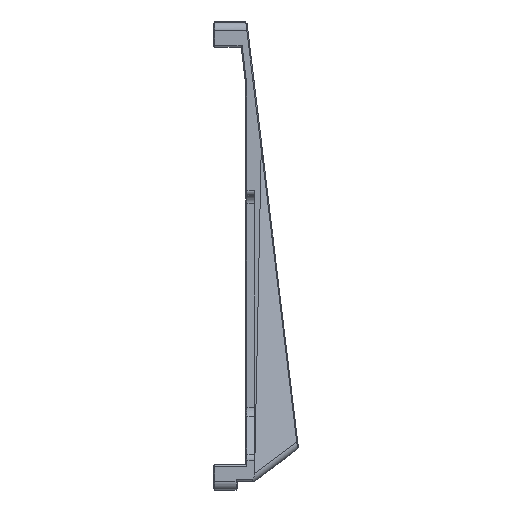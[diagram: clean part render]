
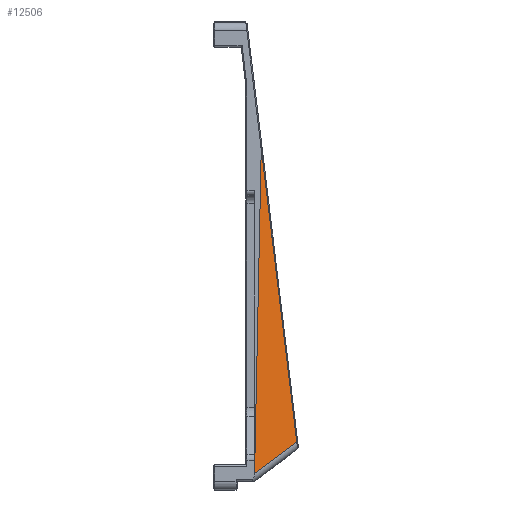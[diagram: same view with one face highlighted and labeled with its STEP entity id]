
A CAD part, left-side view. The second image highlights one B-rep face of the part: STEP entity #12506.
In plain terms, the highlighted planar face has unit normal (-0.866, -0.5, -0.01).
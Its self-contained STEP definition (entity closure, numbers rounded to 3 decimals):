
#355=B_SPLINE_CURVE_WITH_KNOTS('',3,(#19680,#19681,#19682,#19683),
 .UNSPECIFIED.,.F.,.F.,(4,4),(-0.635,-0.586),
 .UNSPECIFIED.);
#464=PLANE('',#13402);
#910=FACE_OUTER_BOUND('',#1626,.T.);
#1626=EDGE_LOOP('',(#8964,#8965,#8966,#8967,#8968));
#2496=LINE('',#19630,#3646);
#2498=LINE('',#19634,#3648);
#2517=LINE('',#19881,#3667);
#2518=LINE('',#19899,#3668);
#3646=VECTOR('',#15418,10.);
#3648=VECTOR('',#15422,10.);
#3667=VECTOR('',#15451,10.);
#3668=VECTOR('',#15458,10.);
#5397=VERTEX_POINT('',#19627);
#5398=VERTEX_POINT('',#19629);
#5399=VERTEX_POINT('',#19633);
#5400=VERTEX_POINT('',#19657);
#5410=VERTEX_POINT('',#19880);
#6704=EDGE_CURVE('',#5397,#5398,#2496,.T.);
#6706=EDGE_CURVE('',#5398,#5399,#2498,.T.);
#6711=EDGE_CURVE('',#5399,#5400,#355,.T.);
#6733=EDGE_CURVE('',#5400,#5410,#2517,.T.);
#6737=EDGE_CURVE('',#5410,#5397,#2518,.T.);
#8964=ORIENTED_EDGE('',*,*,#6711,.F.);
#8965=ORIENTED_EDGE('',*,*,#6706,.F.);
#8966=ORIENTED_EDGE('',*,*,#6704,.F.);
#8967=ORIENTED_EDGE('',*,*,#6737,.F.);
#8968=ORIENTED_EDGE('',*,*,#6733,.F.);
#12506=ADVANCED_FACE('',(#910),#464,.T.);
#13402=AXIS2_PLACEMENT_3D('',#19898,#15456,#15457);
#15418=DIRECTION('',(0.183,-0.298,-0.937));
#15422=DIRECTION('',(0.081,-0.12,-0.99));
#15451=DIRECTION('',(-0.414,0.728,-0.547));
#15456=DIRECTION('center_axis',(-0.866,-0.5,-0.01));
#15457=DIRECTION('ref_axis',(0.5,-0.866,0.));
#15458=DIRECTION('',(0.,-0.02,1.));
#19627=CARTESIAN_POINT('',(-143.225,-12.068,24.538));
#19629=CARTESIAN_POINT('',(-143.192,-12.121,24.37));
#19630=CARTESIAN_POINT('',(-139.325,-18.414,4.56));
#19633=CARTESIAN_POINT('',(-137.705,-20.249,-42.8));
#19634=CARTESIAN_POINT('',(-140.411,-16.24,-9.671));
#19657=CARTESIAN_POINT('',(-137.695,-20.265,-42.914));
#19680=CARTESIAN_POINT('Ctrl Pts',(-137.705,-20.249,
-42.8));
#19681=CARTESIAN_POINT('Ctrl Pts',(-137.702,-20.254,
-42.838));
#19682=CARTESIAN_POINT('Ctrl Pts',(-137.698,-20.259,
-42.876));
#19683=CARTESIAN_POINT('Ctrl Pts',(-137.695,-20.265,
-42.914));
#19880=CARTESIAN_POINT('',(-143.225,-10.536,-50.218));
#19881=CARTESIAN_POINT('',(-116.712,-57.176,-15.2));
#19898=CARTESIAN_POINT('Origin',(-143.225,-10.5,-51.975));
#19899=CARTESIAN_POINT('',(-143.225,-11.585,0.957));
